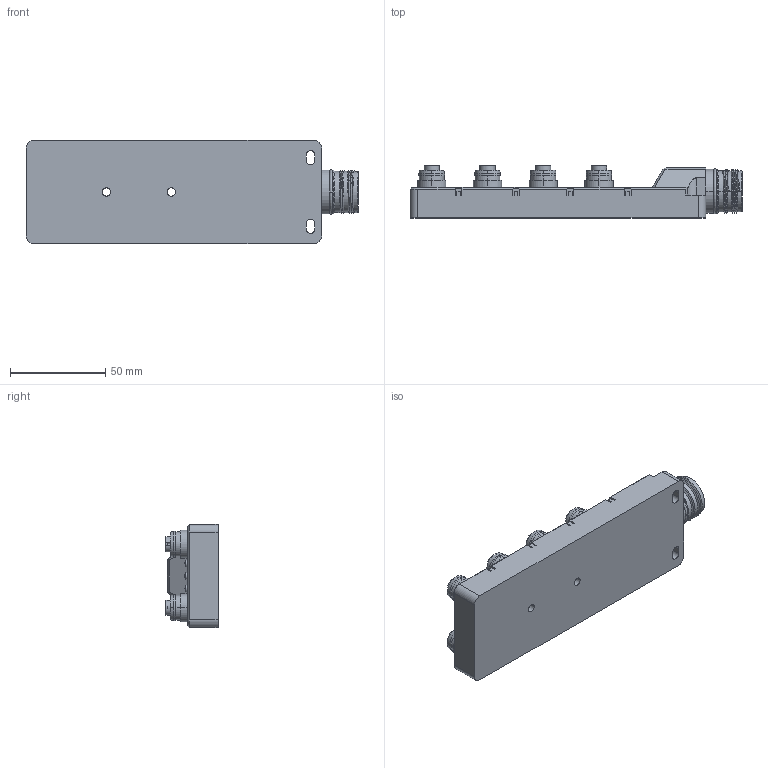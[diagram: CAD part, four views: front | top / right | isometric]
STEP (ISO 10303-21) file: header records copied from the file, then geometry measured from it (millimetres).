
FILE_DESCRIPTION((''),'2;1');
FILE_NAME('JB8M12-4P-R','2019-02-13T',('Dell'),(''),'CREO PARAMETRIC BY PTC INC, 2017020','CREO PARAMETRIC BY PTC INC, 2017020','');
FILE_SCHEMA(('CONFIG_CONTROL_DESIGN'));
Length unit declared in the file: millimetre
Products named in the file (1): JB8M12-4P-R
Bounding box: 174 x 27.3 x 54 mm (x, y, z)
Volume: 147313.8 mm3; surface area: 42591.6 mm2
Topology: 3 solids, 12 shells, 1142 faces, 2855 edges, 1882 vertices
Faces by surface type: plane 512, cylinder 508, sphere 72, cone 38, torus 8, bspline 4
Entity records: 35233 total; most frequent: CARTESIAN_POINT 6821, DIRECTION 6373, ORIENTED_EDGE 5566, EDGE_CURVE 2783, AXIS2_PLACEMENT_3D 2474, VERTEX_POINT 1882, VECTOR 1425, LINE 1425
